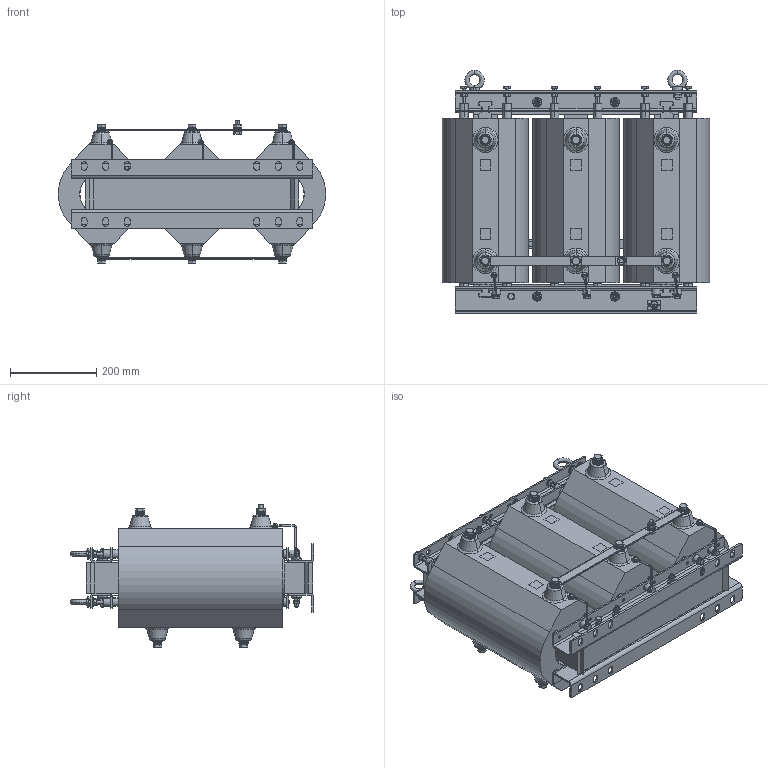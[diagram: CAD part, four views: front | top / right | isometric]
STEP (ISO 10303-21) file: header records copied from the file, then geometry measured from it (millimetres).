
FILE_DESCRIPTION (( 'STEP AP214' ), '1' );
FILE_NAME ('ﾒﾋﾑ-10 Y.Y.STEP', '2022-11-08T08:54:06', ( '' ), ( '' ), 'SwSTEP 2.0', 'SolidWorks 2010', '' );
FILE_SCHEMA (( 'AUTOMOTIVE_DESIGN' ));
Length unit declared in the file: millimetre
Products named in the file (1): ﾒﾋﾑ-10 Y.Y
Bounding box: 620 x 563.5 x 330.9 mm (x, y, z)
Surface area: 3058707.6 mm2 (no closed solid volume)
Topology: 0 solids, 322 shells, 1694 faces, 5619 edges, 4112 vertices
Faces by surface type: plane 818, cylinder 559, cone 232, torus 64, bspline 13, sphere 8
Entity records: 86280 total; most frequent: CARTESIAN_POINT 19093, DIRECTION 10455, ORIENTED_EDGE 8486, EDGE_CURVE 5619, VERTEX_POINT 4112, AXIS2_PLACEMENT_3D 3998, LINE 2459, VECTOR 2459
